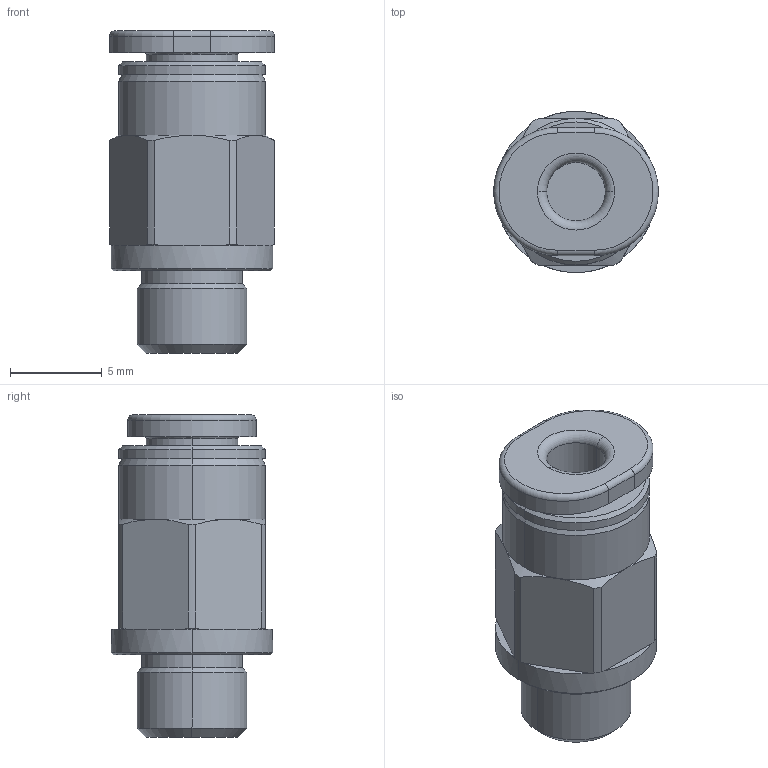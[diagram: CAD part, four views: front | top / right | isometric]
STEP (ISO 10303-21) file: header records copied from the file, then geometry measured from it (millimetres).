
FILE_DESCRIPTION((''),'2;1');
FILE_NAME('PC03M6C-mdt.stp','2017-07-24T14:29:20',(''),(''),'Mechanical Desktop 2009','Mechanical Desktop 2009',', , ');
FILE_SCHEMA(('CONFIG_CONTROL_DESIGN'));
Length unit declared in the file: millimetre
Products named in the file (4): PC03M6C-MDTA; PC03M6C-MDT; COLLAR-L03C-L; COLLAR-C03C
Assembly tree (3 placements, depth 2):
  PC03M6C-MDTA
    PC03M6C-MDT
    COLLAR-L03C-L
    COLLAR-C03C
Bounding box: 9 x 8.8 x 17.6 mm (x, y, z)
Volume: 701.7 mm3; surface area: 744.4 mm2
Topology: 1 solids, 1 shells, 78 faces, 170 edges, 100 vertices
Faces by surface type: cylinder 26, cone 22, plane 22, bspline 4, torus 4
Entity records: 2399 total; most frequent: CARTESIAN_POINT 576, DIRECTION 394, ORIENTED_EDGE 340, AXIS2_PLACEMENT_3D 170, EDGE_CURVE 170, VERTEX_POINT 100, CIRCLE 92, EDGE_LOOP 84
